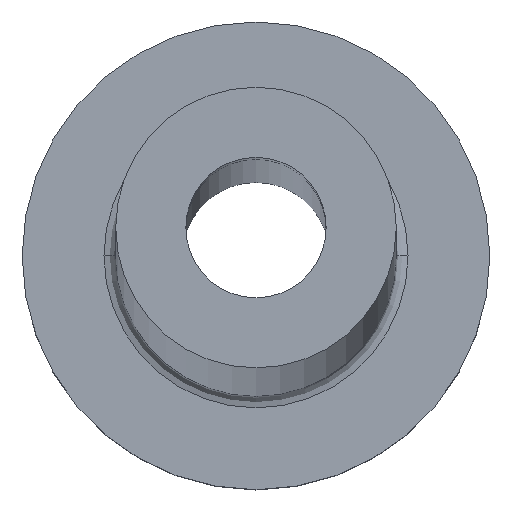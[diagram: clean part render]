
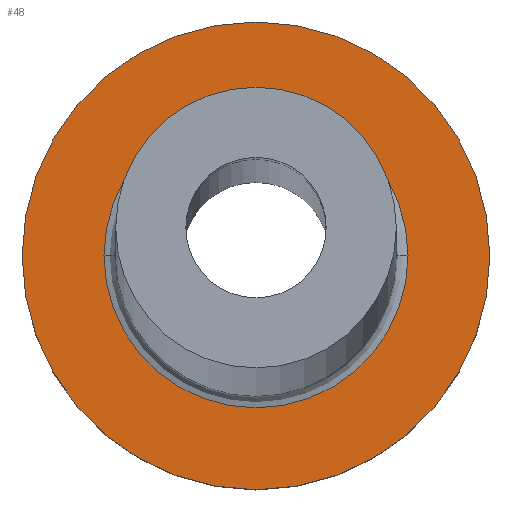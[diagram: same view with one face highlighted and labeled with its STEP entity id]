
A CAD part, top view. The second image highlights one B-rep face of the part: STEP entity #48.
In plain terms, the highlighted planar face has unit normal (0, 0, 1).
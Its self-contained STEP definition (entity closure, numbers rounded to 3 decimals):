
#24 = FACE_BOUND ( 'NONE', #211, .T. ) ;
#34 = EDGE_CURVE ( 'NONE', #97, #308, #186, .T. ) ;
#40 = DIRECTION ( 'NONE',  ( 1., 0., 0. ) ) ;
#48 = ADVANCED_FACE ( 'NONE', ( #24, #133 ), #99, .T. ) ;
#54 = CARTESIAN_POINT ( 'NONE',  ( -6.5, 0., 7. ) ) ;
#64 = DIRECTION ( 'NONE',  ( 0., 0., 1. ) ) ;
#72 = CARTESIAN_POINT ( 'NONE',  ( 6.5, 0., 7. ) ) ;
#97 = VERTEX_POINT ( 'NONE', #72 ) ;
#99 = PLANE ( 'NONE',  #226 ) ;
#112 = DIRECTION ( 'NONE',  ( 1., 0., 0. ) ) ;
#113 = CARTESIAN_POINT ( 'NONE',  ( 0., 0., 7. ) ) ;
#119 = EDGE_CURVE ( 'NONE', #122, #298, #379, .T. ) ;
#122 = VERTEX_POINT ( 'NONE', #213 ) ;
#133 = FACE_OUTER_BOUND ( 'NONE', #385, .T. ) ;
#159 = DIRECTION ( 'NONE',  ( 1., 0., 0. ) ) ;
#165 = DIRECTION ( 'NONE',  ( 0., 0., -1. ) ) ;
#173 = AXIS2_PLACEMENT_3D ( 'NONE', #113, #402, #40 ) ;
#186 = CIRCLE ( 'NONE', #300, 6.5 ) ;
#206 = DIRECTION ( 'NONE',  ( 1., 0., 0. ) ) ;
#207 = CIRCLE ( 'NONE', #282, 10. ) ;
#211 = EDGE_LOOP ( 'NONE', ( #222, #427 ) ) ;
#213 = CARTESIAN_POINT ( 'NONE',  ( 10., 0., 7. ) ) ;
#222 = ORIENTED_EDGE ( 'NONE', *, *, #34, .T. ) ;
#226 = AXIS2_PLACEMENT_3D ( 'NONE', #277, #64, #206 ) ;
#229 = ORIENTED_EDGE ( 'NONE', *, *, #119, .T. ) ;
#230 = CARTESIAN_POINT ( 'NONE',  ( 0., 0., 7. ) ) ;
#241 = EDGE_CURVE ( 'NONE', #298, #122, #207, .T. ) ;
#247 = DIRECTION ( 'NONE',  ( 0., 0., -1. ) ) ;
#250 = CARTESIAN_POINT ( 'NONE',  ( 0., 0., 7. ) ) ;
#273 = AXIS2_PLACEMENT_3D ( 'NONE', #230, #247, #159 ) ;
#277 = CARTESIAN_POINT ( 'NONE',  ( 0., 0., 7. ) ) ;
#282 = AXIS2_PLACEMENT_3D ( 'NONE', #250, #394, #112 ) ;
#288 = CIRCLE ( 'NONE', #273, 6.5 ) ;
#298 = VERTEX_POINT ( 'NONE', #330 ) ;
#300 = AXIS2_PLACEMENT_3D ( 'NONE', #459, #165, #456 ) ;
#308 = VERTEX_POINT ( 'NONE', #54 ) ;
#330 = CARTESIAN_POINT ( 'NONE',  ( -10., 0., 7. ) ) ;
#379 = CIRCLE ( 'NONE', #173, 10. ) ;
#385 = EDGE_LOOP ( 'NONE', ( #421, #229 ) ) ;
#394 = DIRECTION ( 'NONE',  ( 0., 0., 1. ) ) ;
#402 = DIRECTION ( 'NONE',  ( 0., 0., 1. ) ) ;
#411 = EDGE_CURVE ( 'NONE', #308, #97, #288, .T. ) ;
#421 = ORIENTED_EDGE ( 'NONE', *, *, #241, .T. ) ;
#427 = ORIENTED_EDGE ( 'NONE', *, *, #411, .T. ) ;
#456 = DIRECTION ( 'NONE',  ( 1., 0., 0. ) ) ;
#459 = CARTESIAN_POINT ( 'NONE',  ( 0., 0., 7. ) ) ;
